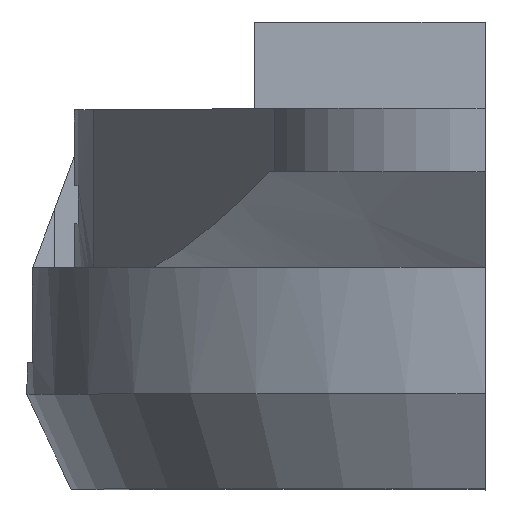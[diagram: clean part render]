
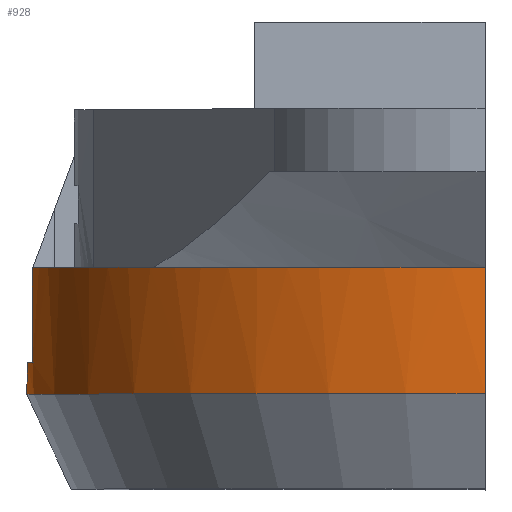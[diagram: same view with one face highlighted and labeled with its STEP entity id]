
A CAD part, top view. The second image highlights one B-rep face of the part: STEP entity #928.
In plain terms, the highlighted cylindrical face has radius 24.167 mm (diameter 48.333 mm), a partial arc.
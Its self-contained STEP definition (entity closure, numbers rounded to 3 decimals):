
#5 = CARTESIAN_POINT ( 'NONE',  ( -15.317, 15.222, 2.319 ) ) ;
#48 = DIRECTION ( 'NONE',  ( 0., 0., -1. ) ) ;
#57 = CARTESIAN_POINT ( 'NONE',  ( -15.317, 10.222, 2.319 ) ) ;
#64 = FACE_OUTER_BOUND ( 'NONE', #375, .T. ) ;
#70 = CIRCLE ( 'NONE', #488, 24.167 ) ;
#80 = EDGE_CURVE ( 'NONE', #392, #603, #783, .T. ) ;
#82 = LINE ( 'NONE', #648, #1267 ) ;
#110 = CIRCLE ( 'NONE', #205, 24.167 ) ;
#126 = VERTEX_POINT ( 'NONE', #859 ) ;
#138 = VERTEX_POINT ( 'NONE', #1344 ) ;
#147 = VECTOR ( 'NONE', #426, 1000. ) ;
#152 = ORIENTED_EDGE ( 'NONE', *, *, #355, .F. ) ;
#158 = DIRECTION ( 'NONE',  ( 0., 0., 1. ) ) ;
#175 = EDGE_CURVE ( 'NONE', #580, #1167, #70, .T. ) ;
#182 = CARTESIAN_POINT ( 'NONE',  ( -15.317, 10.222, 2.319 ) ) ;
#205 = AXIS2_PLACEMENT_3D ( 'NONE', #182, #887, #1010 ) ;
#209 = ORIENTED_EDGE ( 'NONE', *, *, #753, .F. ) ;
#243 = CARTESIAN_POINT ( 'NONE',  ( -15.317, 10.222, 26.486 ) ) ;
#246 = CARTESIAN_POINT ( 'NONE',  ( -15.317, 8.555, 26.486 ) ) ;
#355 = EDGE_CURVE ( 'NONE', #126, #1152, #655, .T. ) ;
#375 = EDGE_LOOP ( 'NONE', ( #152, #1189, #484, #1401, #395, #1007, #539, #209 ) ) ;
#391 = LINE ( 'NONE', #771, #1449 ) ;
#392 = VERTEX_POINT ( 'NONE', #1505 ) ;
#395 = ORIENTED_EDGE ( 'NONE', *, *, #175, .F. ) ;
#426 = DIRECTION ( 'NONE',  ( 0., -1., 0. ) ) ;
#484 = ORIENTED_EDGE ( 'NONE', *, *, #80, .T. ) ;
#488 = AXIS2_PLACEMENT_3D ( 'NONE', #5, #1166, #1540 ) ;
#504 = DIRECTION ( 'NONE',  ( 0., 1., 0. ) ) ;
#539 = ORIENTED_EDGE ( 'NONE', *, *, #1266, .F. ) ;
#549 = DIRECTION ( 'NONE',  ( 0., -1., 0. ) ) ;
#551 = CARTESIAN_POINT ( 'NONE',  ( -39.186, 15.222, -1.465 ) ) ;
#580 = VERTEX_POINT ( 'NONE', #814 ) ;
#597 = CARTESIAN_POINT ( 'NONE',  ( -39.186, 15.222, -1.465 ) ) ;
#603 = VERTEX_POINT ( 'NONE', #246 ) ;
#605 = AXIS2_PLACEMENT_3D ( 'NONE', #825, #1300, #843 ) ;
#642 = VERTEX_POINT ( 'NONE', #954 ) ;
#648 = CARTESIAN_POINT ( 'NONE',  ( -15.317, 10.222, -21.847 ) ) ;
#655 = CIRCLE ( 'NONE', #605, 24.167 ) ;
#680 = DIRECTION ( 'NONE',  ( 0., 1., 0. ) ) ;
#686 = AXIS2_PLACEMENT_3D ( 'NONE', #57, #1342, #48 ) ;
#753 = EDGE_CURVE ( 'NONE', #1152, #642, #922, .T. ) ;
#763 = VECTOR ( 'NONE', #680, 1000. ) ;
#771 = CARTESIAN_POINT ( 'NONE',  ( -39.186, 15.222, 6.104 ) ) ;
#783 = CIRCLE ( 'NONE', #1537, 24.167 ) ;
#814 = CARTESIAN_POINT ( 'NONE',  ( -39.186, 15.222, 6.104 ) ) ;
#825 = CARTESIAN_POINT ( 'NONE',  ( -15.317, 15.222, 2.319 ) ) ;
#843 = DIRECTION ( 'NONE',  ( 0., 0., 1. ) ) ;
#859 = CARTESIAN_POINT ( 'NONE',  ( -15.317, 15.222, -21.847 ) ) ;
#878 = CYLINDRICAL_SURFACE ( 'NONE', #686, 24.167 ) ;
#887 = DIRECTION ( 'NONE',  ( 0., 1., 0. ) ) ;
#898 = LINE ( 'NONE', #243, #763 ) ;
#909 = EDGE_CURVE ( 'NONE', #603, #1167, #898, .T. ) ;
#922 = LINE ( 'NONE', #551, #147 ) ;
#928 = ADVANCED_FACE ( 'NONE', ( #64 ), #878, .T. ) ;
#954 = CARTESIAN_POINT ( 'NONE',  ( -39.186, 10.222, -1.465 ) ) ;
#992 = EDGE_CURVE ( 'NONE', #580, #138, #391, .T. ) ;
#1007 = ORIENTED_EDGE ( 'NONE', *, *, #992, .T. ) ;
#1010 = DIRECTION ( 'NONE',  ( 0., 0., 1. ) ) ;
#1089 = CARTESIAN_POINT ( 'NONE',  ( -15.317, 8.555, 2.319 ) ) ;
#1116 = DIRECTION ( 'NONE',  ( 0., -1., 0. ) ) ;
#1152 = VERTEX_POINT ( 'NONE', #597 ) ;
#1166 = DIRECTION ( 'NONE',  ( 0., 1., 0. ) ) ;
#1167 = VERTEX_POINT ( 'NONE', #1224 ) ;
#1189 = ORIENTED_EDGE ( 'NONE', *, *, #1307, .T. ) ;
#1224 = CARTESIAN_POINT ( 'NONE',  ( -15.317, 15.222, 26.486 ) ) ;
#1266 = EDGE_CURVE ( 'NONE', #642, #138, #110, .T. ) ;
#1267 = VECTOR ( 'NONE', #549, 1000. ) ;
#1300 = DIRECTION ( 'NONE',  ( 0., 1., 0. ) ) ;
#1307 = EDGE_CURVE ( 'NONE', #126, #392, #82, .T. ) ;
#1342 = DIRECTION ( 'NONE',  ( 0., -1., 0. ) ) ;
#1344 = CARTESIAN_POINT ( 'NONE',  ( -39.186, 10.222, 6.104 ) ) ;
#1401 = ORIENTED_EDGE ( 'NONE', *, *, #909, .T. ) ;
#1449 = VECTOR ( 'NONE', #1116, 1000. ) ;
#1505 = CARTESIAN_POINT ( 'NONE',  ( -15.317, 8.555, -21.847 ) ) ;
#1537 = AXIS2_PLACEMENT_3D ( 'NONE', #1089, #504, #158 ) ;
#1540 = DIRECTION ( 'NONE',  ( 0., 0., 1. ) ) ;
